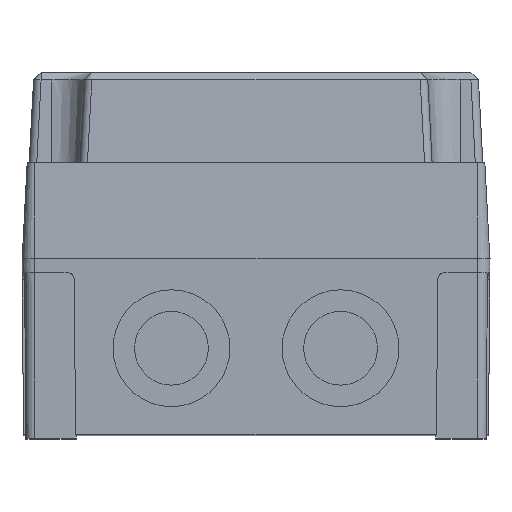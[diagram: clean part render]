
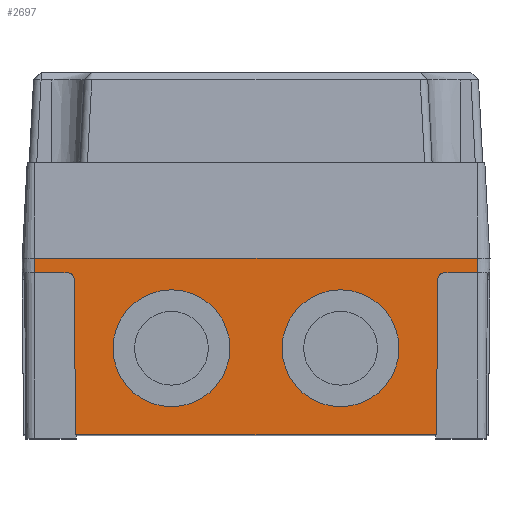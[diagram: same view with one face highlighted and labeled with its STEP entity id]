
A CAD part, top view. The second image highlights one B-rep face of the part: STEP entity #2697.
In plain terms, the highlighted planar face has unit normal (0, -0.009, 1).
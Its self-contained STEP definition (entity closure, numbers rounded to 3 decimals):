
#9 = CARTESIAN_POINT ( 'NONE',  ( -61.55, -4., 90.015 ) ) ;
#245 = CARTESIAN_POINT ( 'NONE',  ( 23.5, -25.007, 89.832 ) ) ;
#257 = ORIENTED_EDGE ( 'NONE', *, *, #15375, .T. ) ;
#864 = CARTESIAN_POINT ( 'NONE',  ( -61.55, 0., 90.05 ) ) ;
#941 = CARTESIAN_POINT ( 'NONE',  ( 50.533, -5.983, 89.998 ) ) ;
#958 = DIRECTION ( 'NONE',  ( 0., -1., -0.009 ) ) ;
#1260 = CARTESIAN_POINT ( 'NONE',  ( 23.5, -41.256, 89.69 ) ) ;
#1261 = DIRECTION ( 'NONE',  ( 0., -1., -0.009 ) ) ;
#1343 = DIRECTION ( 'NONE',  ( 1., 0., 0. ) ) ;
#1518 = CARTESIAN_POINT ( 'NONE',  ( -50.533, -5.983, 89.998 ) ) ;
#1889 = CARTESIAN_POINT ( 'NONE',  ( 51.369, -4., 90.015 ) ) ;
#1963 = EDGE_CURVE ( 'NONE', #4629, #3837, #12718, .T. ) ;
#2049 = VERTEX_POINT ( 'NONE', #10035 ) ;
#2278 = EDGE_CURVE ( 'NONE', #9422, #13704, #11995, .T. ) ;
#2301 = ORIENTED_EDGE ( 'NONE', *, *, #2278, .F. ) ;
#2526 = ORIENTED_EDGE ( 'NONE', *, *, #16790, .F. ) ;
#2687 = VERTEX_POINT ( 'NONE', #17039 ) ;
#2697 = ADVANCED_FACE ( 'NONE', ( #14639, #9032, #7892 ), #6385, .T. ) ;
#2818 = CIRCLE ( 'NONE', #7083, 16.25 ) ;
#2862 = CARTESIAN_POINT ( 'NONE',  ( -50.543, -4.819, 90.008 ) ) ;
#2921 = ORIENTED_EDGE ( 'NONE', *, *, #6372, .F. ) ;
#3053 = CARTESIAN_POINT ( 'NONE',  ( -50.586, 0.096, 90.051 ) ) ;
#3138 = LINE ( 'NONE', #3053, #17032 ) ;
#3221 = CARTESIAN_POINT ( 'NONE',  ( 50.533, -5.983, 89.998 ) ) ;
#3611 = EDGE_LOOP ( 'NONE', ( #13309, #2921 ) ) ;
#3803 = DIRECTION ( 'NONE',  ( 0., -0.009, 1. ) ) ;
#3837 = VERTEX_POINT ( 'NONE', #11269 ) ;
#4217 = CARTESIAN_POINT ( 'NONE',  ( 52.533, -4., 90.015 ) ) ;
#4249 = CARTESIAN_POINT ( 'NONE',  ( 50.157, -49., 89.622 ) ) ;
#4629 = VERTEX_POINT ( 'NONE', #15054 ) ;
#4708 = DIRECTION ( 'NONE',  ( 0., -0.009, 1. ) ) ;
#4814 = CARTESIAN_POINT ( 'NONE',  ( 23.5, -8.757, 89.974 ) ) ;
#4976 = VERTEX_POINT ( 'NONE', #9608 ) ;
#5166 = DIRECTION ( 'NONE',  ( 1., 0., 0. ) ) ;
#5242 = ORIENTED_EDGE ( 'NONE', *, *, #14439, .F. ) ;
#5354 = LINE ( 'NONE', #12099, #6510 ) ;
#5801 = AXIS2_PLACEMENT_3D ( 'NONE', #9598, #13677, #1261 ) ;
#6070 = VECTOR ( 'NONE', #16272, 1000. ) ;
#6241 = VECTOR ( 'NONE', #7879, 1000. ) ;
#6281 = EDGE_LOOP ( 'NONE', ( #13045, #12475, #7264, #257, #2301, #10378, #10739, #12797, #5242, #7463 ) ) ;
#6372 = EDGE_CURVE ( 'NONE', #16394, #17561, #14017, .T. ) ;
#6373 = CIRCLE ( 'NONE', #14006, 16.25 ) ;
#6385 = PLANE ( 'NONE',  #15580 ) ;
#6510 = VECTOR ( 'NONE', #1343, 1000. ) ;
#6784 = CARTESIAN_POINT ( 'NONE',  ( -51.369, -4., 90.015 ) ) ;
#6895 = LINE ( 'NONE', #7871, #13194 ) ;
#6938 = CIRCLE ( 'NONE', #5801, 16.25 ) ;
#7083 = AXIS2_PLACEMENT_3D ( 'NONE', #12867, #4708, #17049 ) ;
#7264 = ORIENTED_EDGE ( 'NONE', *, *, #9730, .F. ) ;
#7284 = DIRECTION ( 'NONE',  ( 0., -0.009, 1. ) ) ;
#7299 = CARTESIAN_POINT ( 'NONE',  ( -61.55, 0., 90.05 ) ) ;
#7461 = EDGE_CURVE ( 'NONE', #4976, #9422, #10321, .T. ) ;
#7463 = ORIENTED_EDGE ( 'NONE', *, *, #9480, .T. ) ;
#7871 = CARTESIAN_POINT ( 'NONE',  ( 50.576, -0.978, 90.041 ) ) ;
#7879 = DIRECTION ( 'NONE',  ( 0., 1., 0.009 ) ) ;
#7892 = FACE_OUTER_BOUND ( 'NONE', #6281, .T. ) ;
#8637 = CARTESIAN_POINT ( 'NONE',  ( 50.543, -4.819, 90.008 ) ) ;
#8695 = CARTESIAN_POINT ( 'NONE',  ( 23.5, -25.007, 89.832 ) ) ;
#8741 = EDGE_CURVE ( 'NONE', #13295, #13789, #6895, .T. ) ;
#9002 = EDGE_CURVE ( 'NONE', #13295, #17190, #17227, .T. ) ;
#9016 = CARTESIAN_POINT ( 'NONE',  ( 61.55, 0., 90.05 ) ) ;
#9032 = FACE_BOUND ( 'NONE', #10547, .T. ) ;
#9422 = VERTEX_POINT ( 'NONE', #7299 ) ;
#9480 = EDGE_CURVE ( 'NONE', #2049, #13789, #15739, .T. ) ;
#9598 = CARTESIAN_POINT ( 'NONE',  ( -23.5, -25.007, 89.832 ) ) ;
#9601 = CARTESIAN_POINT ( 'NONE',  ( -52.533, -4., 90.015 ) ) ;
#9608 = CARTESIAN_POINT ( 'NONE',  ( -61.55, -4., 90.015 ) ) ;
#9698 = EDGE_CURVE ( 'NONE', #16891, #2687, #6938, .T. ) ;
#9730 = EDGE_CURVE ( 'NONE', #11456, #17190, #14852, .T. ) ;
#10035 = CARTESIAN_POINT ( 'NONE',  ( -50.157, -49., 89.622 ) ) ;
#10321 = LINE ( 'NONE', #17448, #14234 ) ;
#10378 = ORIENTED_EDGE ( 'NONE', *, *, #7461, .F. ) ;
#10434 = LINE ( 'NONE', #9016, #6241 ) ;
#10472 = CARTESIAN_POINT ( 'NONE',  ( 61.55, -4., 90.015 ) ) ;
#10547 = EDGE_LOOP ( 'NONE', ( #15975, #2526 ) ) ;
#10629 = CARTESIAN_POINT ( 'NONE',  ( 52.533, -4., 90.015 ) ) ;
#10697 = DIRECTION ( 'NONE',  ( -0.009, -1., -0.009 ) ) ;
#10739 = ORIENTED_EDGE ( 'NONE', *, *, #16473, .T. ) ;
#10756 = VECTOR ( 'NONE', #5166, 1000. ) ;
#10904 = AXIS2_PLACEMENT_3D ( 'NONE', #8695, #7284, #11107 ) ;
#11107 = DIRECTION ( 'NONE',  ( 0., 1., 0.009 ) ) ;
#11269 = CARTESIAN_POINT ( 'NONE',  ( -50.533, -5.983, 89.998 ) ) ;
#11456 = VERTEX_POINT ( 'NONE', #10472 ) ;
#11740 = EDGE_CURVE ( 'NONE', #17561, #16394, #6373, .T. ) ;
#11906 = CARTESIAN_POINT ( 'NONE',  ( -61.55, 0., 90.05 ) ) ;
#11995 = LINE ( 'NONE', #11906, #10756 ) ;
#12099 = CARTESIAN_POINT ( 'NONE',  ( -61.55, -4., 90.015 ) ) ;
#12426 = DIRECTION ( 'NONE',  ( 0., 1., 0.009 ) ) ;
#12475 = ORIENTED_EDGE ( 'NONE', *, *, #9002, .T. ) ;
#12718 =( BOUNDED_CURVE ( )  B_SPLINE_CURVE ( 3, ( #9601, #6784, #2862, #1518 ),
 .UNSPECIFIED., .F., .T. ) 
 B_SPLINE_CURVE_WITH_KNOTS ( ( 4, 4 ),
 ( 3.142, 4.704 ),
 .UNSPECIFIED. ) 
 CURVE ( )  GEOMETRIC_REPRESENTATION_ITEM ( )  RATIONAL_B_SPLINE_CURVE ( ( 1., 0.807, 0.807, 1. ) ) 
 REPRESENTATION_ITEM ( '' )  );
#12797 = ORIENTED_EDGE ( 'NONE', *, *, #1963, .T. ) ;
#12867 = CARTESIAN_POINT ( 'NONE',  ( -23.5, -25.007, 89.832 ) ) ;
#13045 = ORIENTED_EDGE ( 'NONE', *, *, #8741, .F. ) ;
#13078 = CARTESIAN_POINT ( 'NONE',  ( -61.55, -49., 89.622 ) ) ;
#13194 = VECTOR ( 'NONE', #10697, 1000. ) ;
#13295 = VERTEX_POINT ( 'NONE', #941 ) ;
#13309 = ORIENTED_EDGE ( 'NONE', *, *, #11740, .F. ) ;
#13352 = DIRECTION ( 'NONE',  ( 0., 1., 0.009 ) ) ;
#13403 = CARTESIAN_POINT ( 'NONE',  ( -23.5, -41.256, 89.69 ) ) ;
#13677 = DIRECTION ( 'NONE',  ( 0., -0.009, 1. ) ) ;
#13704 = VERTEX_POINT ( 'NONE', #14822 ) ;
#13789 = VERTEX_POINT ( 'NONE', #4249 ) ;
#14006 = AXIS2_PLACEMENT_3D ( 'NONE', #245, #16426, #12426 ) ;
#14017 = CIRCLE ( 'NONE', #10904, 16.25 ) ;
#14234 = VECTOR ( 'NONE', #13352, 1000. ) ;
#14326 = VECTOR ( 'NONE', #16900, 1000. ) ;
#14439 = EDGE_CURVE ( 'NONE', #2049, #3837, #3138, .T. ) ;
#14639 = FACE_BOUND ( 'NONE', #3611, .T. ) ;
#14822 = CARTESIAN_POINT ( 'NONE',  ( 61.55, 0., 90.05 ) ) ;
#14852 = LINE ( 'NONE', #9, #6070 ) ;
#15054 = CARTESIAN_POINT ( 'NONE',  ( -52.533, -4., 90.015 ) ) ;
#15375 = EDGE_CURVE ( 'NONE', #11456, #13704, #10434, .T. ) ;
#15580 = AXIS2_PLACEMENT_3D ( 'NONE', #864, #3803, #958 ) ;
#15739 = LINE ( 'NONE', #13078, #14326 ) ;
#15975 = ORIENTED_EDGE ( 'NONE', *, *, #9698, .F. ) ;
#16272 = DIRECTION ( 'NONE',  ( -1., 0., 0. ) ) ;
#16394 = VERTEX_POINT ( 'NONE', #4814 ) ;
#16426 = DIRECTION ( 'NONE',  ( 0., -0.009, 1. ) ) ;
#16473 = EDGE_CURVE ( 'NONE', #4976, #4629, #5354, .T. ) ;
#16648 = DIRECTION ( 'NONE',  ( -0.009, 1., 0.009 ) ) ;
#16790 = EDGE_CURVE ( 'NONE', #2687, #16891, #2818, .T. ) ;
#16891 = VERTEX_POINT ( 'NONE', #13403 ) ;
#16900 = DIRECTION ( 'NONE',  ( 1., 0., 0. ) ) ;
#17032 = VECTOR ( 'NONE', #16648, 1000. ) ;
#17039 = CARTESIAN_POINT ( 'NONE',  ( -23.5, -8.757, 89.974 ) ) ;
#17049 = DIRECTION ( 'NONE',  ( 0., -1., -0.009 ) ) ;
#17190 = VERTEX_POINT ( 'NONE', #10629 ) ;
#17227 =( BOUNDED_CURVE ( )  B_SPLINE_CURVE ( 3, ( #3221, #8637, #1889, #4217 ),
 .UNSPECIFIED., .F., .T. ) 
 B_SPLINE_CURVE_WITH_KNOTS ( ( 4, 4 ),
 ( 1.58, 3.142 ),
 .UNSPECIFIED. ) 
 CURVE ( )  GEOMETRIC_REPRESENTATION_ITEM ( )  RATIONAL_B_SPLINE_CURVE ( ( 1., 0.807, 0.807, 1. ) ) 
 REPRESENTATION_ITEM ( '' )  );
#17448 = CARTESIAN_POINT ( 'NONE',  ( -61.55, 0., 90.05 ) ) ;
#17561 = VERTEX_POINT ( 'NONE', #1260 ) ;
